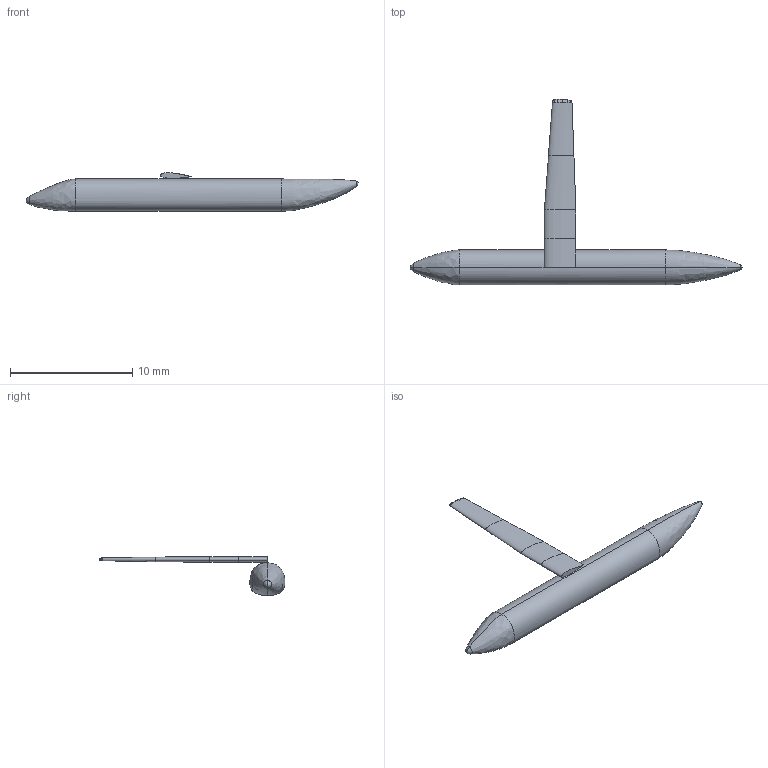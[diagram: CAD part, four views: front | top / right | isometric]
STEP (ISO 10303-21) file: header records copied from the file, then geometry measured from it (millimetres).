
FILE_DESCRIPTION(('Open CASCADE Model'),'2;1');
FILE_NAME('Open CASCADE Shape Model','2018-01-17T19:06:15',('Author'),( 'Open CASCADE'),'Open CASCADE STEP processor 7.0','Open CASCADE 7.0' ,'Unknown');
FILE_SCHEMA(('AUTOMOTIVE_DESIGN { 1 0 10303 214 1 1 1 1 }'));
Length unit declared in the file: millimetre
Products named in the file (2): Open CASCADE STEP translator 7.0 1; Open CASCADE STEP translator 7.0 2
Bounding box: 27.17 x 15.2 x 3.17 mm (x, y, z)
Volume: 7.7 mm3; surface area: 281.7 mm2
Topology: 1 solids, 3 shells, 33 faces, 125 edges, 88 vertices
Faces by surface type: bspline 33
Entity records: 26798 total; most frequent: CARTESIAN_POINT 25264, B_SPLINE_CURVE_WITH_KNOTS 265, ORIENTED_EDGE 214, PCURVE 214, DEFINITIONAL_REPRESENTATION 214, EDGE_CURVE 117, SURFACE_CURVE 113, VERTEX_POINT 88
